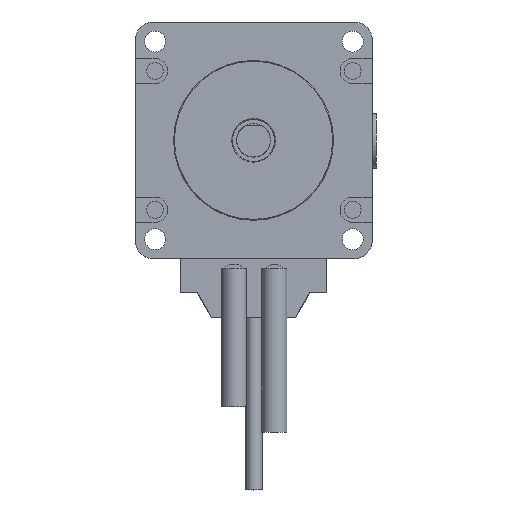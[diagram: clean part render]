
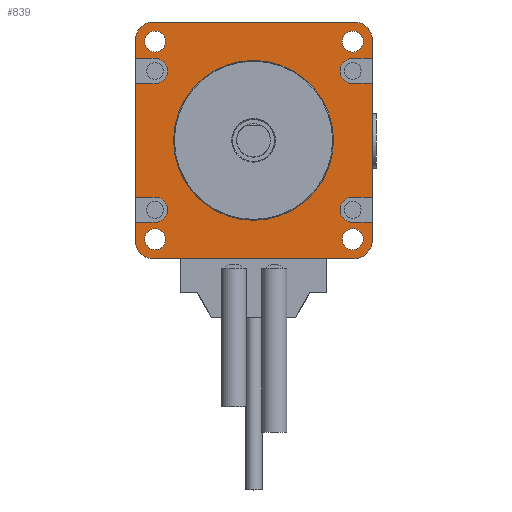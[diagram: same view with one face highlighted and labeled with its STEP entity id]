
A CAD part, top view. The second image highlights one B-rep face of the part: STEP entity #839.
In plain terms, the highlighted planar face has unit normal (0, 0, 1).
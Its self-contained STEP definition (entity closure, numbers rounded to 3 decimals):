
#839=ADVANCED_FACE('',(#2549,#2550,#2551,#2552,#2553,#2554),#1180,.T.);
#1180=PLANE('',#7401);
#1526=LINE('',#10792,#2118);
#1529=LINE('',#10798,#2121);
#1532=LINE('',#10804,#2124);
#1535=LINE('',#10810,#2127);
#1541=LINE('',#10826,#2133);
#1545=LINE('',#10836,#2137);
#1547=LINE('',#10842,#2139);
#1548=LINE('',#10844,#2140);
#1549=LINE('',#10846,#2141);
#1550=LINE('',#10850,#2142);
#1551=LINE('',#10851,#2143);
#1552=LINE('',#10855,#2144);
#1553=LINE('',#10856,#2145);
#1554=LINE('',#10860,#2146);
#1555=LINE('',#10861,#2147);
#1556=LINE('',#10865,#2148);
#2118=VECTOR('',#8638,1.);
#2121=VECTOR('',#8643,1.);
#2124=VECTOR('',#8648,1.);
#2127=VECTOR('',#8653,1.);
#2133=VECTOR('',#8669,1.);
#2137=VECTOR('',#8679,1.);
#2139=VECTOR('',#8687,1.);
#2140=VECTOR('',#8690,1.);
#2141=VECTOR('',#8693,1.);
#2142=VECTOR('',#8696,1.);
#2143=VECTOR('',#8697,1.);
#2144=VECTOR('',#8700,1.);
#2145=VECTOR('',#8701,1.);
#2146=VECTOR('',#8704,1.);
#2147=VECTOR('',#8705,1.);
#2148=VECTOR('',#8708,1.);
#2549=FACE_BOUND('',#2844,.T.);
#2550=FACE_BOUND('',#2845,.T.);
#2551=FACE_BOUND('',#2846,.T.);
#2552=FACE_BOUND('',#2847,.T.);
#2553=FACE_BOUND('',#2848,.T.);
#2554=FACE_BOUND('',#2849,.T.);
#2844=EDGE_LOOP('',(#3892,#3893,#3894,#3895,#3896,#3897,#3898,#3899,#3900,
#3901,#3902,#3903,#3904,#3905,#3906,#3907,#3908,#3909,#3910,#3911,#3912,
#3913,#3914,#3915));
#2845=EDGE_LOOP('',(#3916));
#2846=EDGE_LOOP('',(#3917));
#2847=EDGE_LOOP('',(#3918));
#2848=EDGE_LOOP('',(#3919));
#2849=EDGE_LOOP('',(#3920));
#3892=ORIENTED_EDGE('',*,*,#6125,.T.);
#3893=ORIENTED_EDGE('',*,*,#6152,.T.);
#3894=ORIENTED_EDGE('',*,*,#6153,.T.);
#3895=ORIENTED_EDGE('',*,*,#6154,.T.);
#3896=ORIENTED_EDGE('',*,*,#6147,.T.);
#3897=ORIENTED_EDGE('',*,*,#6149,.T.);
#3898=ORIENTED_EDGE('',*,*,#6151,.T.);
#3899=ORIENTED_EDGE('',*,*,#6136,.T.);
#3900=ORIENTED_EDGE('',*,*,#6131,.T.);
#3901=ORIENTED_EDGE('',*,*,#6155,.F.);
#3902=ORIENTED_EDGE('',*,*,#6156,.F.);
#3903=ORIENTED_EDGE('',*,*,#6157,.F.);
#3904=ORIENTED_EDGE('',*,*,#6128,.T.);
#3905=ORIENTED_EDGE('',*,*,#6158,.T.);
#3906=ORIENTED_EDGE('',*,*,#6159,.T.);
#3907=ORIENTED_EDGE('',*,*,#6160,.T.);
#3908=ORIENTED_EDGE('',*,*,#6142,.T.);
#3909=ORIENTED_EDGE('',*,*,#6139,.T.);
#3910=ORIENTED_EDGE('',*,*,#6150,.T.);
#3911=ORIENTED_EDGE('',*,*,#6143,.T.);
#3912=ORIENTED_EDGE('',*,*,#6134,.T.);
#3913=ORIENTED_EDGE('',*,*,#6161,.F.);
#3914=ORIENTED_EDGE('',*,*,#6162,.F.);
#3915=ORIENTED_EDGE('',*,*,#6163,.F.);
#3916=ORIENTED_EDGE('',*,*,#6164,.F.);
#3917=ORIENTED_EDGE('',*,*,#6165,.F.);
#3918=ORIENTED_EDGE('',*,*,#6166,.F.);
#3919=ORIENTED_EDGE('',*,*,#6167,.F.);
#3920=ORIENTED_EDGE('',*,*,#6168,.T.);
#5371=VERTEX_POINT('',#10791);
#5372=VERTEX_POINT('',#10793);
#5373=VERTEX_POINT('',#10797);
#5374=VERTEX_POINT('',#10799);
#5375=VERTEX_POINT('',#10803);
#5376=VERTEX_POINT('',#10805);
#5377=VERTEX_POINT('',#10809);
#5378=VERTEX_POINT('',#10811);
#5379=VERTEX_POINT('',#10815);
#5380=VERTEX_POINT('',#10819);
#5381=VERTEX_POINT('',#10821);
#5382=VERTEX_POINT('',#10825);
#5383=VERTEX_POINT('',#10829);
#5384=VERTEX_POINT('',#10833);
#5385=VERTEX_POINT('',#10835);
#5386=VERTEX_POINT('',#10839);
#5387=VERTEX_POINT('',#10847);
#5388=VERTEX_POINT('',#10849);
#5389=VERTEX_POINT('',#10852);
#5390=VERTEX_POINT('',#10854);
#5391=VERTEX_POINT('',#10857);
#5392=VERTEX_POINT('',#10859);
#5393=VERTEX_POINT('',#10862);
#5394=VERTEX_POINT('',#10864);
#5395=VERTEX_POINT('',#10867);
#5396=VERTEX_POINT('',#10869);
#5397=VERTEX_POINT('',#10871);
#5398=VERTEX_POINT('',#10873);
#5399=VERTEX_POINT('',#10875);
#6125=EDGE_CURVE('',#5372,#5371,#1526,.T.);
#6128=EDGE_CURVE('',#5374,#5373,#1529,.T.);
#6131=EDGE_CURVE('',#5376,#5375,#1532,.T.);
#6134=EDGE_CURVE('',#5378,#5377,#1535,.T.);
#6136=EDGE_CURVE('',#5379,#5376,#6876,.T.);
#6139=EDGE_CURVE('',#5381,#5380,#6877,.T.);
#6142=EDGE_CURVE('',#5382,#5381,#1541,.T.);
#6143=EDGE_CURVE('',#5383,#5378,#6878,.T.);
#6147=EDGE_CURVE('',#5384,#5385,#1545,.T.);
#6149=EDGE_CURVE('',#5385,#5386,#6879,.T.);
#6150=EDGE_CURVE('',#5380,#5383,#1547,.T.);
#6151=EDGE_CURVE('',#5386,#5379,#1548,.T.);
#6152=EDGE_CURVE('',#5371,#5387,#1549,.T.);
#6153=EDGE_CURVE('',#5387,#5388,#6880,.T.);
#6154=EDGE_CURVE('',#5388,#5384,#1550,.T.);
#6155=EDGE_CURVE('',#5389,#5375,#1551,.T.);
#6156=EDGE_CURVE('',#5390,#5389,#6881,.T.);
#6157=EDGE_CURVE('',#5374,#5390,#1552,.T.);
#6158=EDGE_CURVE('',#5373,#5391,#1553,.T.);
#6159=EDGE_CURVE('',#5391,#5392,#6882,.T.);
#6160=EDGE_CURVE('',#5392,#5382,#1554,.T.);
#6161=EDGE_CURVE('',#5393,#5377,#1555,.T.);
#6162=EDGE_CURVE('',#5394,#5393,#6883,.T.);
#6163=EDGE_CURVE('',#5372,#5394,#1556,.T.);
#6164=EDGE_CURVE('',#5395,#5395,#6884,.T.);
#6165=EDGE_CURVE('',#5396,#5396,#6885,.T.);
#6166=EDGE_CURVE('',#5397,#5397,#6886,.T.);
#6167=EDGE_CURVE('',#5398,#5398,#6887,.T.);
#6168=EDGE_CURVE('',#5399,#5399,#6888,.T.);
#6876=CIRCLE('',#7380,4.2);
#6877=CIRCLE('',#7382,4.2);
#6878=CIRCLE('',#7385,4.378);
#6879=CIRCLE('',#7388,4.216);
#6880=CIRCLE('',#7392,3.);
#6881=CIRCLE('',#7393,3.);
#6882=CIRCLE('',#7394,3.);
#6883=CIRCLE('',#7395,3.);
#6884=CIRCLE('',#7396,2.5);
#6885=CIRCLE('',#7397,2.5);
#6886=CIRCLE('',#7398,2.5);
#6887=CIRCLE('',#7399,2.5);
#6888=CIRCLE('',#7400,5.);
#7380=AXIS2_PLACEMENT_3D('',#10814,#8657,#8658);
#7382=AXIS2_PLACEMENT_3D('',#10820,#8663,#8664);
#7385=AXIS2_PLACEMENT_3D('',#10828,#8672,#8673);
#7388=AXIS2_PLACEMENT_3D('',#10840,#8683,#8684);
#7392=AXIS2_PLACEMENT_3D('',#10848,#8694,#8695);
#7393=AXIS2_PLACEMENT_3D('',#10853,#8698,#8699);
#7394=AXIS2_PLACEMENT_3D('',#10858,#8702,#8703);
#7395=AXIS2_PLACEMENT_3D('',#10863,#8706,#8707);
#7396=AXIS2_PLACEMENT_3D('',#10866,#8709,#8710);
#7397=AXIS2_PLACEMENT_3D('',#10868,#8711,#8712);
#7398=AXIS2_PLACEMENT_3D('',#10870,#8713,#8714);
#7399=AXIS2_PLACEMENT_3D('',#10872,#8715,#8716);
#7400=AXIS2_PLACEMENT_3D('',#10874,#8717,#8718);
#7401=AXIS2_PLACEMENT_3D('',#10876,#8719,#8720);
#8638=DIRECTION('',(0.,1.,0.));
#8643=DIRECTION('',(0.,-1.,0.));
#8648=DIRECTION('',(0.,-1.,0.));
#8653=DIRECTION('',(0.,1.,0.));
#8657=DIRECTION('',(0.,0.,1.));
#8658=DIRECTION('',(1.,0.,0.));
#8663=DIRECTION('',(0.,0.,1.));
#8664=DIRECTION('',(1.,0.,0.));
#8669=DIRECTION('',(0.,-1.,0.));
#8672=DIRECTION('',(0.,0.,1.));
#8673=DIRECTION('',(1.,0.,0.));
#8679=DIRECTION('',(0.,1.,0.));
#8683=DIRECTION('',(0.,0.,1.));
#8684=DIRECTION('',(1.,0.,0.));
#8687=DIRECTION('',(1.,0.,0.));
#8690=DIRECTION('',(-1.,0.,0.));
#8693=DIRECTION('',(-1.,-0.002,0.));
#8694=DIRECTION('',(0.,0.,-1.));
#8695=DIRECTION('',(-1.,0.,0.));
#8696=DIRECTION('',(1.,0.,0.));
#8697=DIRECTION('',(-1.,0.,0.));
#8698=DIRECTION('',(0.,0.,1.));
#8699=DIRECTION('',(1.,0.,0.));
#8700=DIRECTION('',(1.,-0.002,0.));
#8701=DIRECTION('',(1.,0.002,0.));
#8702=DIRECTION('',(0.,0.,-1.));
#8703=DIRECTION('',(1.,0.,0.));
#8704=DIRECTION('',(-1.,0.,0.));
#8705=DIRECTION('',(1.,0.,0.));
#8706=DIRECTION('',(0.,0.,1.));
#8707=DIRECTION('',(-1.,0.,0.));
#8708=DIRECTION('',(-1.,0.002,0.));
#8709=DIRECTION('',(0.,0.,1.));
#8710=DIRECTION('',(1.,0.,0.));
#8711=DIRECTION('',(0.,0.,1.));
#8712=DIRECTION('',(1.,0.,0.));
#8713=DIRECTION('',(0.,0.,1.));
#8714=DIRECTION('',(1.,0.,0.));
#8715=DIRECTION('',(0.,0.,1.));
#8716=DIRECTION('',(1.,0.,0.));
#8717=DIRECTION('',(0.,0.,-1.));
#8718=DIRECTION('',(1.,0.,0.));
#8719=DIRECTION('',(0.,0.,1.));
#8720=DIRECTION('',(1.,0.,0.));
#10791=CARTESIAN_POINT('',(28.2,13.55,0.));
#10792=CARTESIAN_POINT('',(28.2,-24.,0.));
#10793=CARTESIAN_POINT('',(28.2,-13.55,0.));
#10797=CARTESIAN_POINT('',(-28.2,-13.55,0.));
#10798=CARTESIAN_POINT('',(-28.2,-24.,0.));
#10799=CARTESIAN_POINT('',(-28.2,13.55,0.));
#10803=CARTESIAN_POINT('',(-28.2,19.541,0.));
#10804=CARTESIAN_POINT('',(-28.2,-24.,0.));
#10805=CARTESIAN_POINT('',(-28.2,24.,0.));
#10809=CARTESIAN_POINT('',(28.2,-19.541,0.));
#10810=CARTESIAN_POINT('',(28.2,-24.,0.));
#10811=CARTESIAN_POINT('',(28.2,-23.822,0.));
#10814=CARTESIAN_POINT('',(-24.,24.,0.));
#10815=CARTESIAN_POINT('',(-24.,28.2,0.));
#10819=CARTESIAN_POINT('',(-24.,-28.2,0.));
#10820=CARTESIAN_POINT('',(-24.,-24.,0.));
#10821=CARTESIAN_POINT('',(-28.2,-24.,0.));
#10825=CARTESIAN_POINT('',(-28.2,-19.541,0.));
#10826=CARTESIAN_POINT('',(-28.2,-24.,0.));
#10828=CARTESIAN_POINT('',(23.822,-23.822,0.));
#10829=CARTESIAN_POINT('',(23.822,-28.2,0.));
#10833=CARTESIAN_POINT('',(28.2,19.541,0.));
#10835=CARTESIAN_POINT('',(28.2,23.984,0.));
#10836=CARTESIAN_POINT('',(28.2,-24.,0.));
#10839=CARTESIAN_POINT('',(23.984,28.2,0.));
#10840=CARTESIAN_POINT('',(23.984,23.984,0.));
#10842=CARTESIAN_POINT('',(-24.,-28.2,0.));
#10844=CARTESIAN_POINT('',(-24.,28.2,0.));
#10846=CARTESIAN_POINT('',(28.2,13.55,0.));
#10847=CARTESIAN_POINT('',(23.556,13.541,0.));
#10848=CARTESIAN_POINT('',(23.55,16.541,0.));
#10849=CARTESIAN_POINT('',(23.55,19.541,0.));
#10850=CARTESIAN_POINT('',(23.55,19.541,0.));
#10851=CARTESIAN_POINT('',(-23.55,19.541,0.));
#10852=CARTESIAN_POINT('',(-23.55,19.541,0.));
#10853=CARTESIAN_POINT('',(-23.55,16.541,0.));
#10854=CARTESIAN_POINT('',(-23.556,13.541,0.));
#10855=CARTESIAN_POINT('',(-28.2,13.55,0.));
#10856=CARTESIAN_POINT('',(-28.2,-13.55,0.));
#10857=CARTESIAN_POINT('',(-23.556,-13.541,0.));
#10858=CARTESIAN_POINT('',(-23.55,-16.541,0.));
#10859=CARTESIAN_POINT('',(-23.55,-19.541,0.));
#10860=CARTESIAN_POINT('',(-23.55,-19.541,0.));
#10861=CARTESIAN_POINT('',(23.55,-19.541,0.));
#10862=CARTESIAN_POINT('',(23.55,-19.541,0.));
#10863=CARTESIAN_POINT('',(23.55,-16.541,0.));
#10864=CARTESIAN_POINT('',(23.556,-13.541,0.));
#10865=CARTESIAN_POINT('',(28.2,-13.55,0.));
#10866=CARTESIAN_POINT('',(-23.55,-23.55,0.));
#10867=CARTESIAN_POINT('',(-21.05,-23.55,0.));
#10868=CARTESIAN_POINT('',(-23.55,23.55,0.));
#10869=CARTESIAN_POINT('',(-21.05,23.55,0.));
#10870=CARTESIAN_POINT('',(23.55,-23.55,0.));
#10871=CARTESIAN_POINT('',(26.05,-23.55,0.));
#10872=CARTESIAN_POINT('',(23.55,23.55,0.));
#10873=CARTESIAN_POINT('',(26.05,23.55,0.));
#10874=CARTESIAN_POINT('',(-0.089,0.,0.));
#10875=CARTESIAN_POINT('',(4.911,0.,0.));
#10876=CARTESIAN_POINT('',(-24.,-24.,0.));
